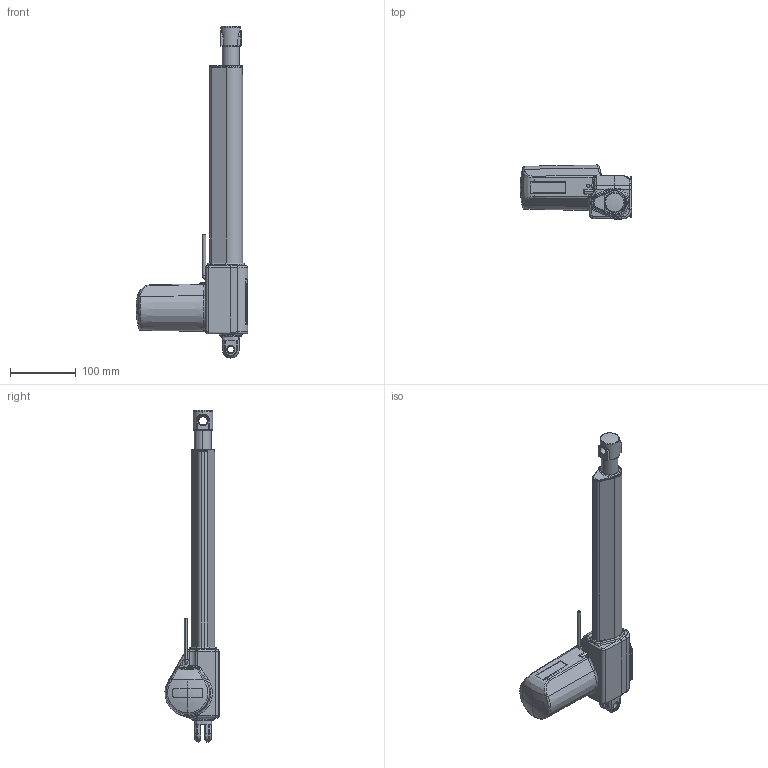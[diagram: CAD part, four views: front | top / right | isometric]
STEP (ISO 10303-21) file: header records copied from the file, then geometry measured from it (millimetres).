
FILE_DESCRIPTION (( 'STEP AP203' ), '1' );
FILE_NAME ('TA7.STEP', '2014-09-16T07:43:57', ( '' ), ( '' ), 'SwSTEP 2.0', 'SolidWorks 2010', '' );
FILE_SCHEMA (( 'CONFIG_CONTROL_DESIGN' ));
Length unit declared in the file: millimetre
Products named in the file (2): 3D-TA7-LongMotor-PunchedHolePlasticCap-90 Degree-A; TA7
Assembly tree (1 placements, depth 2):
  TA7
    3D-TA7-LongMotor-PunchedHolePlasticCap-90 Degree-A
Bounding box: 169.84 x 82.18 x 505.02 mm (x, y, z)
Volume: 1252774 mm3; surface area: 113123.4 mm2
Topology: 2 solids, 3 shells, 415 faces, 1016 edges, 601 vertices
Faces by surface type: bspline 155, cylinder 140, plane 102, cone 18
Entity records: 31880 total; most frequent: CARTESIAN_POINT 23465, ORIENTED_EDGE 2006, DIRECTION 1258, EDGE_CURVE 1003, VERTEX_POINT 601, AXIS2_PLACEMENT_3D 466, EDGE_LOOP 428, B_SPLINE_CURVE_WITH_KNOTS 426
